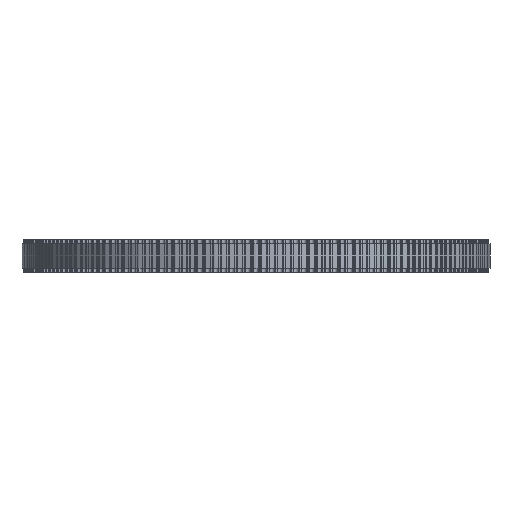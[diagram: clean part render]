
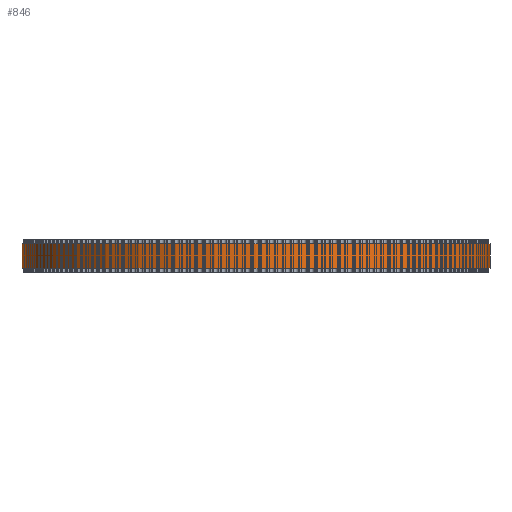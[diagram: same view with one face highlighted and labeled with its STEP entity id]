
A CAD part, front view. The second image highlights one B-rep face of the part: STEP entity #846.
In plain terms, the highlighted cylindrical face has radius 57.614 mm (diameter 115.228 mm), a full revolution.
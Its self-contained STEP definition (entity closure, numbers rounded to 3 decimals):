
#97=FACE_BOUND('',#3024,.T.);
#98=FACE_BOUND('',#3025,.T.);
#846=ADVANCED_FACE('',(#97,#98),#1571,.T.);
#1571=CYLINDRICAL_SURFACE('',#16071,57.614);
#3024=EDGE_LOOP('',(#8818));
#3025=EDGE_LOOP('',(#8819));
#8818=ORIENTED_EDGE('',*,*,#12442,.T.);
#8819=ORIENTED_EDGE('',*,*,#12443,.T.);
#10268=VERTEX_POINT('',#25500);
#10269=VERTEX_POINT('',#25502);
#12442=EDGE_CURVE('',#10268,#10268,#13892,.T.);
#12443=EDGE_CURVE('',#10269,#10269,#13893,.T.);
#13892=CIRCLE('',#16069,57.614);
#13893=CIRCLE('',#16070,57.614);
#16069=AXIS2_PLACEMENT_3D('',#25499,#21146,#21147);
#16070=AXIS2_PLACEMENT_3D('',#25501,#21148,#21149);
#16071=AXIS2_PLACEMENT_3D('',#25503,#21150,#21151);
#21146=DIRECTION('',(0.,0.,1.));
#21147=DIRECTION('',(1.,0.,0.));
#21148=DIRECTION('',(0.,0.,-1.));
#21149=DIRECTION('',(1.,0.,0.));
#21150=DIRECTION('',(0.,0.,1.));
#21151=DIRECTION('',(1.,0.,0.));
#25499=CARTESIAN_POINT('',(0.,0.,1.));
#25500=CARTESIAN_POINT('',(57.614,0.,1.));
#25501=CARTESIAN_POINT('',(0.,0.,7.));
#25502=CARTESIAN_POINT('',(57.614,0.,7.));
#25503=CARTESIAN_POINT('',(0.,0.,1.));
